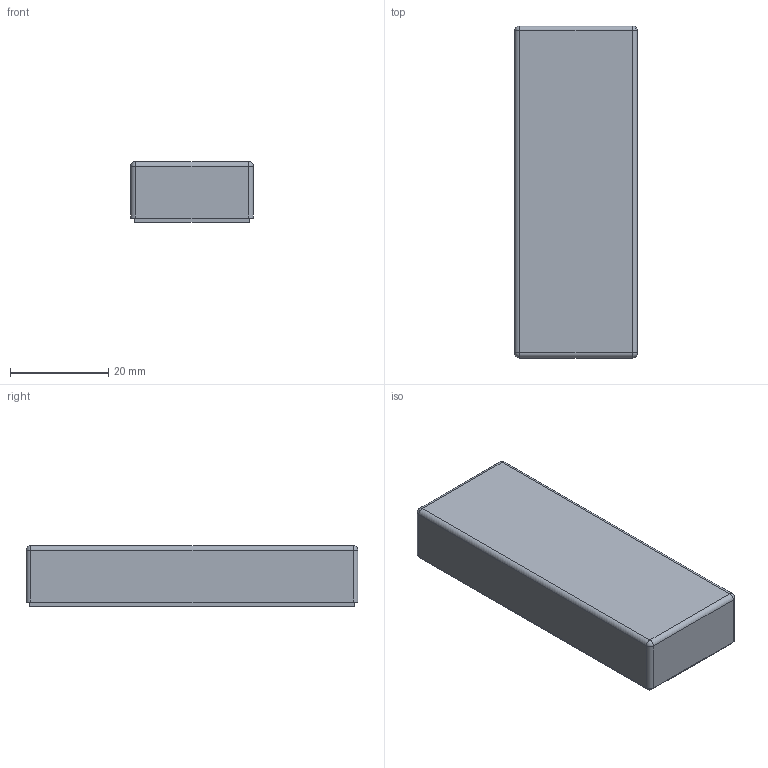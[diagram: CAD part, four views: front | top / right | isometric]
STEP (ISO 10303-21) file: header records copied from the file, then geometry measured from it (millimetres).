
FILE_DESCRIPTION(/* description */ (''),/* implementation_level */ '2;1');
FILE_NAME(/* name */ 'VB1 Motor Housing Top.ipt.step',/* time_stamp */ '2020-04-16T23:21:38-04:00',/* author */ ('Jordan'),/* organization */ (''),/* preprocessor_version */ 'ST-DEVELOPER v17',/* originating_system */ 'Autodesk Inventor 2019',/* authorisation */ '');
FILE_SCHEMA (('AUTOMOTIVE_DESIGN { 1 0 10303 214 3 1 1 }'));
Length unit declared in the file: inch
Products named in the file (1): VB1 Motor Housing Top
Bounding box: 25 x 67.6 x 12.4 mm (x, y, z)
Volume: 6120.6 mm3; surface area: 8533.6 mm2
Topology: 1 solids, 1 shells, 97 faces, 259 edges, 173 vertices
Faces by surface type: plane 70, cylinder 23, sphere 4
Full cylindrical faces by diameter (mm): 1.7 x4, 1.95 x2, 5.1 x1
Entity records: 3072 total; most frequent: DIRECTION 529, CARTESIAN_POINT 529, ORIENTED_EDGE 516, EDGE_CURVE 258, LINE 183, VECTOR 183, VERTEX_POINT 173, AXIS2_PLACEMENT_3D 173
